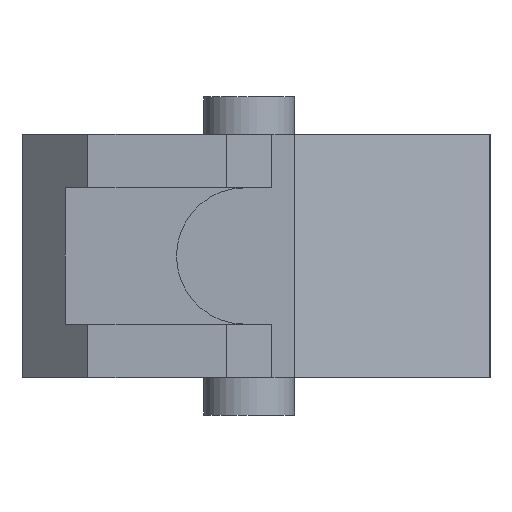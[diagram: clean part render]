
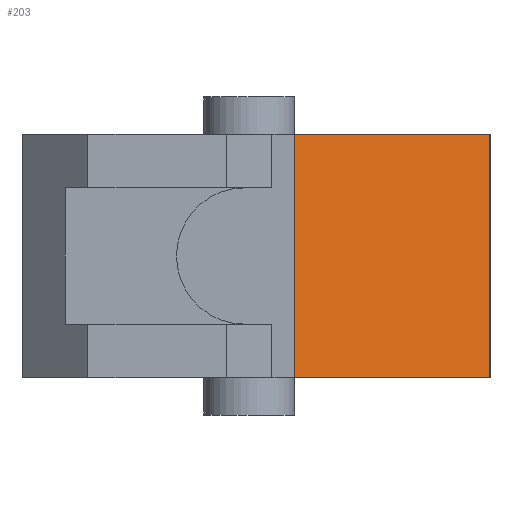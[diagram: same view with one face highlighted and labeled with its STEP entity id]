
A CAD part, front view. The second image highlights one B-rep face of the part: STEP entity #203.
In plain terms, the highlighted planar face has unit normal (0.5, -0.866, 0).
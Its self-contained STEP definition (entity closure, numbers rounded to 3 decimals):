
#52=LINE('',#819,#120);
#78=LINE('',#873,#146);
#79=LINE('',#875,#147);
#80=LINE('',#877,#148);
#120=VECTOR('',#666,1.);
#146=VECTOR('',#712,1.);
#147=VECTOR('',#715,1.);
#148=VECTOR('',#716,1.);
#203=ADVANCED_FACE('',(#257),#231,.T.);
#231=PLANE('',#621);
#257=FACE_OUTER_BOUND('',#287,.T.);
#287=EDGE_LOOP('',(#367,#368,#369,#370));
#367=ORIENTED_EDGE('',*,*,#551,.T.);
#368=ORIENTED_EDGE('',*,*,#550,.T.);
#369=ORIENTED_EDGE('',*,*,#523,.T.);
#370=ORIENTED_EDGE('',*,*,#552,.F.);
#470=VERTEX_POINT('',#818);
#471=VERTEX_POINT('',#820);
#488=VERTEX_POINT('',#872);
#489=VERTEX_POINT('',#876);
#523=EDGE_CURVE('',#471,#470,#52,.T.);
#550=EDGE_CURVE('',#488,#471,#78,.T.);
#551=EDGE_CURVE('',#489,#488,#79,.T.);
#552=EDGE_CURVE('',#489,#470,#80,.T.);
#621=AXIS2_PLACEMENT_3D('',#878,#717,#718);
#666=DIRECTION('',(-0.866,-0.5,0.));
#712=DIRECTION('',(0.,0.,1.));
#715=DIRECTION('',(0.866,0.5,0.));
#716=DIRECTION('',(0.,0.,1.));
#717=DIRECTION('',(0.5,-0.866,0.));
#718=DIRECTION('',(0.866,0.5,0.));
#818=CARTESIAN_POINT('',(1.,-0.215,2.675));
#819=CARTESIAN_POINT('',(5.3,2.268,2.675));
#820=CARTESIAN_POINT('',(5.3,2.268,2.675));
#872=CARTESIAN_POINT('',(5.3,2.268,-2.675));
#873=CARTESIAN_POINT('',(5.3,2.268,-2.675));
#875=CARTESIAN_POINT('',(1.,-0.215,-2.675));
#876=CARTESIAN_POINT('',(1.,-0.215,-2.675));
#877=CARTESIAN_POINT('',(1.,-0.215,-2.675));
#878=CARTESIAN_POINT('',(1.,-0.215,-2.675));
